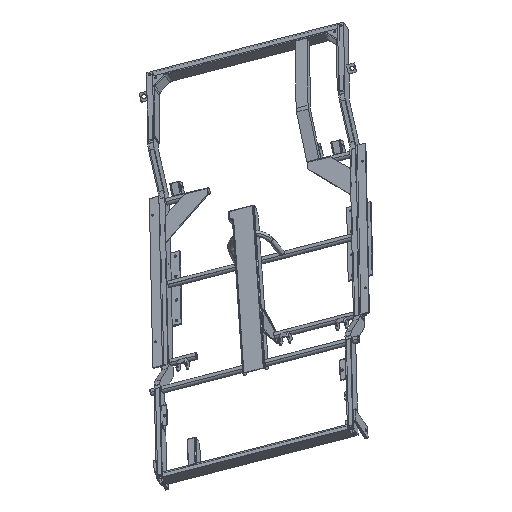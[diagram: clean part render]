
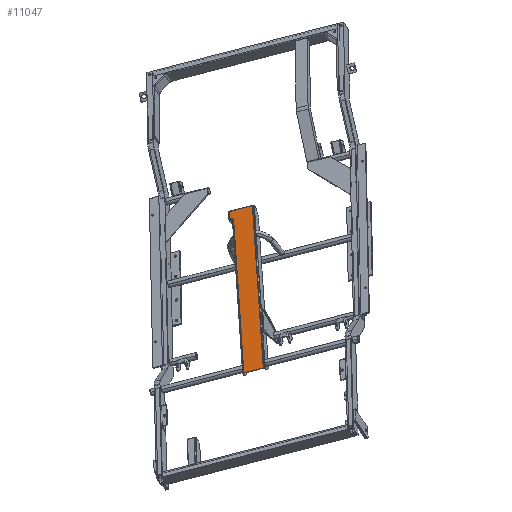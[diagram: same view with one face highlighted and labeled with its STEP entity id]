
A CAD part, top view. The second image highlights one B-rep face of the part: STEP entity #11047.
In plain terms, the highlighted free-form (B-spline) face has degree [1, 1] with [2, 2] control points.
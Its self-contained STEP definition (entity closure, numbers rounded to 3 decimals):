
#11047 = ADVANCED_FACE('',(#11048),#11101,.F.);
#11048 = FACE_BOUND('',#11049,.T.);
#11049 = EDGE_LOOP('',(#11050,#11059,#11066,#11073,#11080,#11088,#11096)
  );
#11050 = ORIENTED_EDGE('',*,*,#11051,.T.);
#11051 = EDGE_CURVE('',#11052,#11054,#11056,.T.);
#11052 = VERTEX_POINT('',#11053);
#11053 = CARTESIAN_POINT('',(-32.017,-493.266,
    344.852));
#11054 = VERTEX_POINT('',#11055);
#11055 = CARTESIAN_POINT('',(41.203,-474.474,
    366.781));
#11056 = B_SPLINE_CURVE_WITH_KNOTS('',1,(#11057,#11058),.UNSPECIFIED.,
  .F.,.F.,(2,2),(6.,88.),.PIECEWISE_BEZIER_KNOTS.);
#11057 = CARTESIAN_POINT('',(-32.017,-493.266,
    344.852));
#11058 = CARTESIAN_POINT('',(41.203,-474.474,
    366.781));
#11059 = ORIENTED_EDGE('',*,*,#11060,.T.);
#11060 = EDGE_CURVE('',#11054,#11061,#11063,.T.);
#11061 = VERTEX_POINT('',#11062);
#11062 = CARTESIAN_POINT('',(0.581,133.553,
    -18.649));
#11063 = B_SPLINE_CURVE_WITH_KNOTS('',1,(#11064,#11065),.UNSPECIFIED.,
  .F.,.F.,(2,2),(-751.189,0.),
  .PIECEWISE_BEZIER_KNOTS.);
#11064 = CARTESIAN_POINT('',(41.203,-474.474,
    366.781));
#11065 = CARTESIAN_POINT('',(0.581,133.553,
    -18.649));
#11066 = ORIENTED_EDGE('',*,*,#11067,.F.);
#11067 = EDGE_CURVE('',#11068,#11061,#11070,.T.);
#11068 = VERTEX_POINT('',#11069);
#11069 = CARTESIAN_POINT('',(-86.172,111.287,
    -44.631));
#11070 = B_SPLINE_CURVE_WITH_KNOTS('',1,(#11071,#11072),.UNSPECIFIED.,
  .F.,.F.,(2,2),(-9.156,88.),.PIECEWISE_BEZIER_KNOTS.);
#11071 = CARTESIAN_POINT('',(-86.172,111.287,
    -44.631));
#11072 = CARTESIAN_POINT('',(0.581,133.553,
    -18.649));
#11073 = ORIENTED_EDGE('',*,*,#11074,.T.);
#11074 = EDGE_CURVE('',#11068,#11075,#11077,.T.);
#11075 = VERTEX_POINT('',#11076);
#11076 = CARTESIAN_POINT('',(-84.521,86.573,
    -28.964));
#11077 = B_SPLINE_CURVE_WITH_KNOTS('',1,(#11078,#11079),.UNSPECIFIED.,
  .F.,.F.,(2,2),(-30.533,0.),
  .PIECEWISE_BEZIER_KNOTS.);
#11078 = CARTESIAN_POINT('',(-86.172,111.287,
    -44.631));
#11079 = CARTESIAN_POINT('',(-84.521,86.573,
    -28.964));
#11080 = ORIENTED_EDGE('',*,*,#11081,.T.);
#11081 = EDGE_CURVE('',#11075,#11082,#11084,.T.);
#11082 = VERTEX_POINT('',#11083);
#11083 = CARTESIAN_POINT('',(-80.564,83.327,
    -25.207));
#11084 = ( BOUNDED_CURVE() B_SPLINE_CURVE(2,(#11085,#11086,#11087),
.UNSPECIFIED.,.F.,.F.) B_SPLINE_CURVE_WITH_KNOTS((3,3),(1.631,
2.975),.PIECEWISE_BEZIER_KNOTS.) CURVE() 
GEOMETRIC_REPRESENTATION_ITEM() RATIONAL_B_SPLINE_CURVE((1.,
0.783,1.)) REPRESENTATION_ITEM('') );
#11085 = CARTESIAN_POINT('',(-84.521,86.573,
    -28.964));
#11086 = CARTESIAN_POINT('',(-84.293,83.152,
    -26.796));
#11087 = CARTESIAN_POINT('',(-80.564,83.327,
    -25.207));
#11088 = ORIENTED_EDGE('',*,*,#11089,.T.);
#11089 = EDGE_CURVE('',#11082,#11090,#11092,.T.);
#11090 = VERTEX_POINT('',#11091);
#11091 = CARTESIAN_POINT('',(-69.958,74.628,
    -15.137));
#11092 = ( BOUNDED_CURVE() B_SPLINE_CURVE(2,(#11093,#11094,#11095),
.UNSPECIFIED.,.F.,.F.) B_SPLINE_CURVE_WITH_KNOTS((3,3),(0.166,
1.51),.PIECEWISE_BEZIER_KNOTS.) CURVE() 
GEOMETRIC_REPRESENTATION_ITEM() RATIONAL_B_SPLINE_CURVE((1.,
0.783,1.)) REPRESENTATION_ITEM('') );
#11093 = CARTESIAN_POINT('',(-80.564,83.327,
    -25.207));
#11094 = CARTESIAN_POINT('',(-70.57,83.796,
    -20.949));
#11095 = CARTESIAN_POINT('',(-69.958,74.628,
    -15.137));
#11096 = ORIENTED_EDGE('',*,*,#11097,.T.);
#11097 = EDGE_CURVE('',#11090,#11052,#11098,.T.);
#11098 = B_SPLINE_CURVE_WITH_KNOTS('',1,(#11099,#11100),.UNSPECIFIED.,
  .F.,.F.,(2,2),(-701.606,0.),.PIECEWISE_BEZIER_KNOTS.);
#11099 = CARTESIAN_POINT('',(-69.958,74.628,
    -15.137));
#11100 = CARTESIAN_POINT('',(-32.017,-493.266,
    344.852));
#11101 = B_SPLINE_SURFACE_WITH_KNOTS('',1,1,(
    (#11102,#11103)
    ,(#11104,#11105
    )),.UNSPECIFIED.,.F.,.F.,.F.,(2,2),(2,2),(0.363,
    755.135),(-54.55,87.839),
  .PIECEWISE_BEZIER_KNOTS.);
#11102 = CARTESIAN_POINT('',(-86.172,-504.153,
    326.815));
#11103 = CARTESIAN_POINT('',(41.203,-478.548,
    369.24));
#11104 = CARTESIAN_POINT('',(-86.172,116.114,
    -47.544));
#11105 = CARTESIAN_POINT('',(41.203,141.72,
    -5.119));
